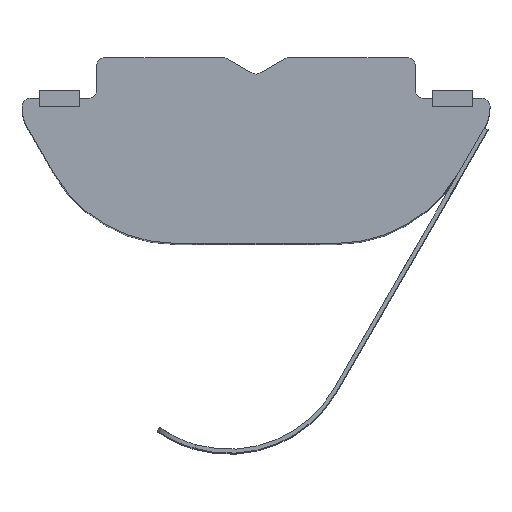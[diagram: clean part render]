
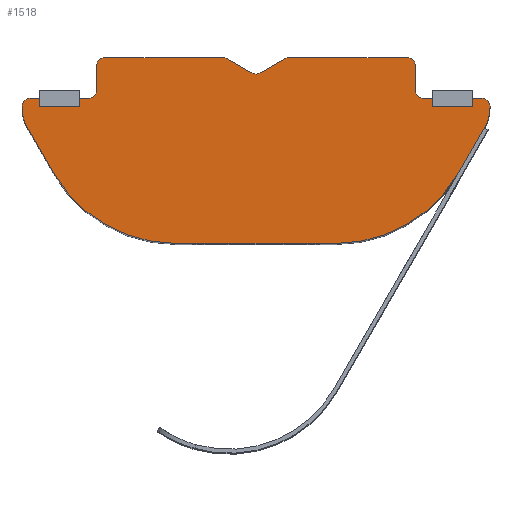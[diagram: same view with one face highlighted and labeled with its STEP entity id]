
A CAD part, top view. The second image highlights one B-rep face of the part: STEP entity #1518.
In plain terms, the highlighted planar face has unit normal (0, 0, 1).
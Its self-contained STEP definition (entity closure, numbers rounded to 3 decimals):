
#37=PLANE('',#1651);
#99=FACE_OUTER_BOUND('',#181,.T.);
#181=EDGE_LOOP('',(#1153,#1154,#1155,#1156,#1157,#1158,#1159,#1160,#1161,
#1162,#1163,#1164,#1165,#1166,#1167,#1168,#1169,#1170,#1171,#1172,#1173,
#1174,#1175,#1176,#1177,#1178,#1179,#1180,#1181,#1182,#1183,#1184,#1185,
#1186));
#262=LINE('',#2245,#432);
#278=LINE('',#2338,#448);
#287=LINE('',#2357,#457);
#293=LINE('',#2369,#463);
#298=LINE('',#2380,#468);
#300=LINE('',#2385,#470);
#306=LINE('',#2398,#476);
#312=LINE('',#2412,#482);
#321=LINE('',#2431,#491);
#327=LINE('',#2443,#497);
#334=LINE('',#2458,#504);
#337=LINE('',#2464,#507);
#343=LINE('',#2475,#513);
#347=LINE('',#2483,#517);
#348=LINE('',#2487,#518);
#352=LINE('',#2495,#522);
#353=LINE('',#2497,#523);
#354=LINE('',#2498,#524);
#355=LINE('',#2506,#525);
#356=LINE('',#2508,#526);
#357=LINE('',#2509,#527);
#432=VECTOR('',#1769,1000.);
#448=VECTOR('',#1815,1000.);
#457=VECTOR('',#1826,1000.);
#463=VECTOR('',#1832,1000.);
#468=VECTOR('',#1839,1000.);
#470=VECTOR('',#1843,1000.);
#476=VECTOR('',#1851,1000.);
#482=VECTOR('',#1861,1000.);
#491=VECTOR('',#1872,1000.);
#497=VECTOR('',#1878,1000.);
#504=VECTOR('',#1887,1000.);
#507=VECTOR('',#1892,1000.);
#513=VECTOR('',#1902,1000.);
#517=VECTOR('',#1908,1000.);
#518=VECTOR('',#1911,1000.);
#522=VECTOR('',#1917,1000.);
#523=VECTOR('',#1918,1000.);
#524=VECTOR('',#1919,1000.);
#525=VECTOR('',#1932,1000.);
#526=VECTOR('',#1933,1000.);
#527=VECTOR('',#1934,1000.);
#602=CIRCLE('',#1625,0.2);
#609=CIRCLE('',#1652,0.2);
#610=CIRCLE('',#1653,0.2);
#611=CIRCLE('',#1654,0.2);
#612=CIRCLE('',#1655,0.2);
#613=CIRCLE('',#1656,0.2);
#614=CIRCLE('',#1657,0.2);
#615=CIRCLE('',#1658,0.2);
#616=CIRCLE('',#1659,1.);
#617=CIRCLE('',#1660,3.5);
#618=CIRCLE('',#1661,3.5);
#619=CIRCLE('',#1662,1.);
#620=CIRCLE('',#1663,0.2);
#654=VERTEX_POINT('',#2241);
#655=VERTEX_POINT('',#2243);
#658=VERTEX_POINT('',#2253);
#676=VERTEX_POINT('',#2335);
#677=VERTEX_POINT('',#2337);
#685=VERTEX_POINT('',#2354);
#686=VERTEX_POINT('',#2356);
#691=VERTEX_POINT('',#2366);
#692=VERTEX_POINT('',#2368);
#696=VERTEX_POINT('',#2377);
#697=VERTEX_POINT('',#2379);
#698=VERTEX_POINT('',#2383);
#699=VERTEX_POINT('',#2384);
#704=VERTEX_POINT('',#2395);
#705=VERTEX_POINT('',#2397);
#710=VERTEX_POINT('',#2410);
#711=VERTEX_POINT('',#2411);
#719=VERTEX_POINT('',#2428);
#720=VERTEX_POINT('',#2430);
#725=VERTEX_POINT('',#2440);
#726=VERTEX_POINT('',#2442);
#732=VERTEX_POINT('',#2455);
#733=VERTEX_POINT('',#2457);
#734=VERTEX_POINT('',#2461);
#735=VERTEX_POINT('',#2463);
#738=VERTEX_POINT('',#2473);
#739=VERTEX_POINT('',#2477);
#741=VERTEX_POINT('',#2481);
#742=VERTEX_POINT('',#2485);
#743=VERTEX_POINT('',#2486);
#746=VERTEX_POINT('',#2494);
#747=VERTEX_POINT('',#2496);
#748=VERTEX_POINT('',#2505);
#749=VERTEX_POINT('',#2507);
#805=EDGE_CURVE('',#654,#655,#262,.T.);
#810=EDGE_CURVE('',#655,#658,#602,.T.);
#832=EDGE_CURVE('',#677,#676,#278,.T.);
#841=EDGE_CURVE('',#686,#685,#287,.T.);
#847=EDGE_CURVE('',#692,#691,#293,.T.);
#852=EDGE_CURVE('',#697,#696,#298,.T.);
#854=EDGE_CURVE('',#698,#699,#300,.T.);
#860=EDGE_CURVE('',#705,#704,#306,.T.);
#866=EDGE_CURVE('',#710,#711,#312,.T.);
#875=EDGE_CURVE('',#720,#719,#321,.T.);
#881=EDGE_CURVE('',#726,#725,#327,.T.);
#888=EDGE_CURVE('',#733,#732,#334,.T.);
#891=EDGE_CURVE('',#735,#734,#337,.T.);
#897=EDGE_CURVE('',#658,#738,#343,.T.);
#901=EDGE_CURVE('',#739,#741,#347,.T.);
#902=EDGE_CURVE('',#742,#743,#348,.T.);
#906=EDGE_CURVE('',#746,#725,#352,.T.);
#907=EDGE_CURVE('',#747,#746,#353,.T.);
#908=EDGE_CURVE('',#747,#720,#354,.T.);
#909=EDGE_CURVE('',#719,#733,#609,.T.);
#910=EDGE_CURVE('',#732,#735,#610,.T.);
#911=EDGE_CURVE('',#734,#654,#611,.T.);
#912=EDGE_CURVE('',#738,#739,#612,.T.);
#913=EDGE_CURVE('',#741,#742,#613,.T.);
#914=EDGE_CURVE('',#743,#692,#614,.T.);
#915=EDGE_CURVE('',#748,#691,#355,.T.);
#916=EDGE_CURVE('',#749,#748,#356,.T.);
#917=EDGE_CURVE('',#749,#686,#357,.T.);
#918=EDGE_CURVE('',#685,#697,#615,.T.);
#919=EDGE_CURVE('',#696,#698,#616,.T.);
#920=EDGE_CURVE('',#699,#705,#617,.T.);
#921=EDGE_CURVE('',#704,#677,#618,.T.);
#922=EDGE_CURVE('',#676,#710,#619,.T.);
#923=EDGE_CURVE('',#711,#726,#620,.T.);
#1153=ORIENTED_EDGE('',*,*,#906,.F.);
#1154=ORIENTED_EDGE('',*,*,#907,.F.);
#1155=ORIENTED_EDGE('',*,*,#908,.T.);
#1156=ORIENTED_EDGE('',*,*,#875,.T.);
#1157=ORIENTED_EDGE('',*,*,#909,.T.);
#1158=ORIENTED_EDGE('',*,*,#888,.T.);
#1159=ORIENTED_EDGE('',*,*,#910,.T.);
#1160=ORIENTED_EDGE('',*,*,#891,.T.);
#1161=ORIENTED_EDGE('',*,*,#911,.T.);
#1162=ORIENTED_EDGE('',*,*,#805,.T.);
#1163=ORIENTED_EDGE('',*,*,#810,.T.);
#1164=ORIENTED_EDGE('',*,*,#897,.T.);
#1165=ORIENTED_EDGE('',*,*,#912,.T.);
#1166=ORIENTED_EDGE('',*,*,#901,.T.);
#1167=ORIENTED_EDGE('',*,*,#913,.T.);
#1168=ORIENTED_EDGE('',*,*,#902,.T.);
#1169=ORIENTED_EDGE('',*,*,#914,.T.);
#1170=ORIENTED_EDGE('',*,*,#847,.T.);
#1171=ORIENTED_EDGE('',*,*,#915,.F.);
#1172=ORIENTED_EDGE('',*,*,#916,.F.);
#1173=ORIENTED_EDGE('',*,*,#917,.T.);
#1174=ORIENTED_EDGE('',*,*,#841,.T.);
#1175=ORIENTED_EDGE('',*,*,#918,.T.);
#1176=ORIENTED_EDGE('',*,*,#852,.T.);
#1177=ORIENTED_EDGE('',*,*,#919,.T.);
#1178=ORIENTED_EDGE('',*,*,#854,.T.);
#1179=ORIENTED_EDGE('',*,*,#920,.T.);
#1180=ORIENTED_EDGE('',*,*,#860,.T.);
#1181=ORIENTED_EDGE('',*,*,#921,.T.);
#1182=ORIENTED_EDGE('',*,*,#832,.T.);
#1183=ORIENTED_EDGE('',*,*,#922,.T.);
#1184=ORIENTED_EDGE('',*,*,#866,.T.);
#1185=ORIENTED_EDGE('',*,*,#923,.T.);
#1186=ORIENTED_EDGE('',*,*,#881,.T.);
#1518=ADVANCED_FACE('',(#99),#37,.T.);
#1625=AXIS2_PLACEMENT_3D('',#2255,#1778,#1779);
#1651=AXIS2_PLACEMENT_3D('',#2493,#1915,#1916);
#1652=AXIS2_PLACEMENT_3D('',#2499,#1920,#1921);
#1653=AXIS2_PLACEMENT_3D('',#2500,#1922,#1923);
#1654=AXIS2_PLACEMENT_3D('',#2501,#1924,#1925);
#1655=AXIS2_PLACEMENT_3D('',#2502,#1926,#1927);
#1656=AXIS2_PLACEMENT_3D('',#2503,#1928,#1929);
#1657=AXIS2_PLACEMENT_3D('',#2504,#1930,#1931);
#1658=AXIS2_PLACEMENT_3D('',#2510,#1935,#1936);
#1659=AXIS2_PLACEMENT_3D('',#2511,#1937,#1938);
#1660=AXIS2_PLACEMENT_3D('',#2512,#1939,#1940);
#1661=AXIS2_PLACEMENT_3D('',#2513,#1941,#1942);
#1662=AXIS2_PLACEMENT_3D('',#2514,#1943,#1944);
#1663=AXIS2_PLACEMENT_3D('',#2515,#1945,#1946);
#1769=DIRECTION('',(-0.866,-0.5,0.));
#1778=DIRECTION('center_axis',(0.,0.,-1.));
#1779=DIRECTION('ref_axis',(1.,0.,0.));
#1815=DIRECTION('',(0.5,0.866,0.));
#1826=DIRECTION('',(-1.,0.,0.));
#1832=DIRECTION('',(-1.,0.,0.));
#1839=DIRECTION('',(0.,-1.,0.));
#1843=DIRECTION('',(0.5,-0.866,0.));
#1851=DIRECTION('',(1.,0.,0.));
#1861=DIRECTION('',(0.,1.,0.));
#1872=DIRECTION('',(-1.,0.,0.));
#1878=DIRECTION('',(-1.,0.,0.));
#1887=DIRECTION('',(0.,1.,0.));
#1892=DIRECTION('',(-1.,0.,0.));
#1902=DIRECTION('',(-0.866,0.5,0.));
#1908=DIRECTION('',(-1.,0.,0.));
#1911=DIRECTION('',(0.,-1.,0.));
#1915=DIRECTION('center_axis',(0.,0.,1.));
#1916=DIRECTION('ref_axis',(1.,0.,0.));
#1917=DIRECTION('',(0.,1.,0.));
#1918=DIRECTION('',(1.,0.,0.));
#1919=DIRECTION('',(0.,1.,0.));
#1920=DIRECTION('center_axis',(0.,0.,-1.));
#1921=DIRECTION('ref_axis',(1.,0.,0.));
#1922=DIRECTION('center_axis',(0.,0.,1.));
#1923=DIRECTION('ref_axis',(1.,0.,0.));
#1924=DIRECTION('center_axis',(0.,0.,1.));
#1925=DIRECTION('ref_axis',(1.,0.,0.));
#1926=DIRECTION('center_axis',(0.,0.,1.));
#1927=DIRECTION('ref_axis',(1.,0.,0.));
#1928=DIRECTION('center_axis',(0.,0.,1.));
#1929=DIRECTION('ref_axis',(1.,0.,0.));
#1930=DIRECTION('center_axis',(0.,0.,-1.));
#1931=DIRECTION('ref_axis',(1.,0.,0.));
#1932=DIRECTION('',(0.,1.,0.));
#1933=DIRECTION('',(1.,0.,0.));
#1934=DIRECTION('',(0.,1.,0.));
#1935=DIRECTION('center_axis',(0.,0.,1.));
#1936=DIRECTION('ref_axis',(1.,0.,0.));
#1937=DIRECTION('center_axis',(0.,0.,1.));
#1938=DIRECTION('ref_axis',(1.,0.,0.));
#1939=DIRECTION('center_axis',(0.,0.,1.));
#1940=DIRECTION('ref_axis',(1.,0.,0.));
#1941=DIRECTION('center_axis',(0.,0.,1.));
#1942=DIRECTION('ref_axis',(1.,0.,0.));
#1943=DIRECTION('center_axis',(0.,0.,1.));
#1944=DIRECTION('ref_axis',(1.,0.,0.));
#1945=DIRECTION('center_axis',(0.,0.,1.));
#1946=DIRECTION('ref_axis',(1.,0.,0.));
#2241=CARTESIAN_POINT('',(0.704,-0.027,8.));
#2243=CARTESIAN_POINT('',(0.1,-0.375,8.));
#2245=CARTESIAN_POINT('',(0.75,0.,8.));
#2253=CARTESIAN_POINT('',(-0.1,-0.375,8.));
#2255=CARTESIAN_POINT('Origin',(0.,-0.202,
8.));
#2335=CARTESIAN_POINT('',(5.666,-1.732,8.));
#2337=CARTESIAN_POINT('',(5.021,-2.85,8.));
#2338=CARTESIAN_POINT('',(5.8,-1.5,8.));
#2354=CARTESIAN_POINT('',(-5.6,-1.,8.));
#2356=CARTESIAN_POINT('',(-5.375,-1.,8.));
#2357=CARTESIAN_POINT('',(-3.95,-1.,8.));
#2366=CARTESIAN_POINT('',(-4.375,-1.,8.));
#2368=CARTESIAN_POINT('',(-4.15,-1.,8.));
#2369=CARTESIAN_POINT('',(-3.95,-1.,8.));
#2377=CARTESIAN_POINT('',(-5.8,-1.232,8.));
#2379=CARTESIAN_POINT('',(-5.8,-1.2,8.));
#2380=CARTESIAN_POINT('',(-5.8,-1.,8.));
#2383=CARTESIAN_POINT('',(-5.666,-1.732,8.));
#2384=CARTESIAN_POINT('',(-5.021,-2.85,8.));
#2385=CARTESIAN_POINT('',(-5.8,-1.5,8.));
#2395=CARTESIAN_POINT('',(1.989,-4.6,8.));
#2397=CARTESIAN_POINT('',(-1.989,-4.6,8.));
#2398=CARTESIAN_POINT('',(-4.01,-4.6,8.));
#2410=CARTESIAN_POINT('',(5.8,-1.232,8.));
#2411=CARTESIAN_POINT('',(5.8,-1.2,8.));
#2412=CARTESIAN_POINT('',(5.8,-1.,8.));
#2428=CARTESIAN_POINT('',(4.15,-1.,8.));
#2430=CARTESIAN_POINT('',(4.375,-1.,8.));
#2431=CARTESIAN_POINT('',(3.95,-1.,8.));
#2440=CARTESIAN_POINT('',(5.375,-1.,8.));
#2442=CARTESIAN_POINT('',(5.6,-1.,8.));
#2443=CARTESIAN_POINT('',(3.95,-1.,8.));
#2455=CARTESIAN_POINT('',(3.95,-0.2,8.));
#2457=CARTESIAN_POINT('',(3.95,-0.8,8.));
#2458=CARTESIAN_POINT('',(3.95,0.,8.));
#2461=CARTESIAN_POINT('',(0.804,0.,8.));
#2463=CARTESIAN_POINT('',(3.75,0.,8.));
#2464=CARTESIAN_POINT('',(3.95,0.,8.));
#2473=CARTESIAN_POINT('',(-0.704,-0.027,8.));
#2475=CARTESIAN_POINT('',(-0.75,0.,8.));
#2477=CARTESIAN_POINT('',(-0.804,0.,8.));
#2481=CARTESIAN_POINT('',(-3.75,0.,8.));
#2483=CARTESIAN_POINT('',(-0.75,0.,8.));
#2485=CARTESIAN_POINT('',(-3.95,-0.2,8.));
#2486=CARTESIAN_POINT('',(-3.95,-0.8,8.));
#2487=CARTESIAN_POINT('',(-3.95,0.,8.));
#2493=CARTESIAN_POINT('Origin',(-5.8,-1.,8.));
#2494=CARTESIAN_POINT('',(5.375,-1.2,8.));
#2495=CARTESIAN_POINT('',(5.375,-1.2,8.));
#2496=CARTESIAN_POINT('',(4.375,-1.2,8.));
#2497=CARTESIAN_POINT('',(5.375,-1.2,8.));
#2498=CARTESIAN_POINT('',(4.375,-1.2,8.));
#2499=CARTESIAN_POINT('Origin',(4.15,-0.8,8.));
#2500=CARTESIAN_POINT('Origin',(3.75,-0.2,8.));
#2501=CARTESIAN_POINT('Origin',(0.804,-0.2,8.));
#2502=CARTESIAN_POINT('Origin',(-0.804,-0.2,8.));
#2503=CARTESIAN_POINT('Origin',(-3.75,-0.2,8.));
#2504=CARTESIAN_POINT('Origin',(-4.15,-0.8,8.));
#2505=CARTESIAN_POINT('',(-4.375,-1.2,8.));
#2506=CARTESIAN_POINT('',(-4.375,-1.2,8.));
#2507=CARTESIAN_POINT('',(-5.375,-1.2,8.));
#2508=CARTESIAN_POINT('',(-5.375,-1.2,8.));
#2509=CARTESIAN_POINT('',(-5.375,-1.2,8.));
#2510=CARTESIAN_POINT('Origin',(-5.6,-1.2,8.));
#2511=CARTESIAN_POINT('Origin',(-4.8,-1.232,8.));
#2512=CARTESIAN_POINT('Origin',(-1.989,-1.1,8.));
#2513=CARTESIAN_POINT('Origin',(1.989,-1.1,8.));
#2514=CARTESIAN_POINT('Origin',(4.8,-1.232,8.));
#2515=CARTESIAN_POINT('Origin',(5.6,-1.2,8.));
